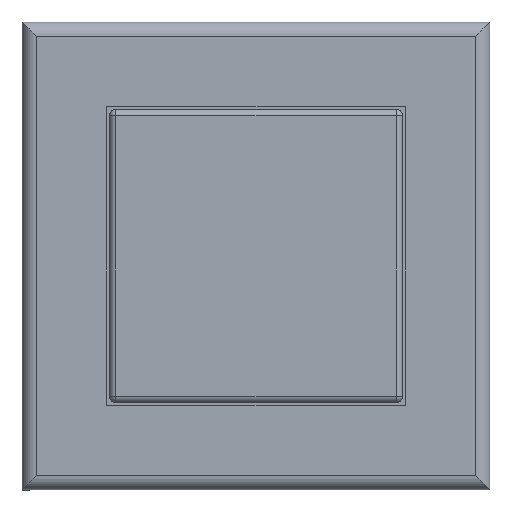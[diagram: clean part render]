
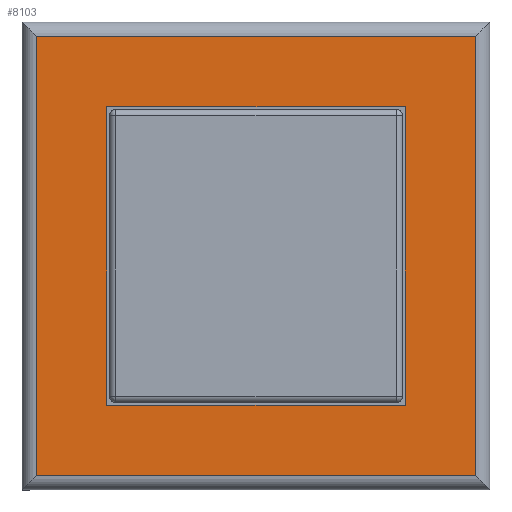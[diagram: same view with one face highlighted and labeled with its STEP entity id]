
A CAD part, top view. The second image highlights one B-rep face of the part: STEP entity #8103.
In plain terms, the highlighted planar face has unit normal (0, 0, 1).
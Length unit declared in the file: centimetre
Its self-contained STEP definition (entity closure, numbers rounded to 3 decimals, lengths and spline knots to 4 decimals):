
#86=FACE_BOUND('',#779,.T.);
#338=FACE_OUTER_BOUND('',#778,.T.);
#778=EDGE_LOOP('',(#6436,#6437,#6438,#6439));
#779=EDGE_LOOP('',(#6440,#6441,#6442,#6443));
#1705=LINE('',#12285,#2784);
#1707=LINE('',#12293,#2786);
#1709=LINE('',#12299,#2788);
#1711=LINE('',#12304,#2790);
#1718=LINE('',#12319,#2797);
#1719=LINE('',#12321,#2798);
#1720=LINE('',#12323,#2799);
#1721=LINE('',#12324,#2800);
#2784=VECTOR('',#9990,1.);
#2786=VECTOR('',#9998,1.);
#2788=VECTOR('',#10004,1.);
#2790=VECTOR('',#10010,1.);
#2797=VECTOR('',#10023,1.);
#2798=VECTOR('',#10024,1.);
#2799=VECTOR('',#10025,1.);
#2800=VECTOR('',#10026,1.);
#3708=VERTEX_POINT('',#12283);
#3709=VERTEX_POINT('',#12284);
#3712=VERTEX_POINT('',#12292);
#3714=VERTEX_POINT('',#12298);
#3719=VERTEX_POINT('',#12317);
#3720=VERTEX_POINT('',#12318);
#3721=VERTEX_POINT('',#12320);
#3722=VERTEX_POINT('',#12322);
#4674=EDGE_CURVE('',#3708,#3709,#1705,.T.);
#4678=EDGE_CURVE('',#3709,#3712,#1707,.T.);
#4681=EDGE_CURVE('',#3712,#3714,#1709,.T.);
#4684=EDGE_CURVE('',#3714,#3708,#1711,.T.);
#4691=EDGE_CURVE('',#3719,#3720,#1718,.T.);
#4692=EDGE_CURVE('',#3720,#3721,#1719,.T.);
#4693=EDGE_CURVE('',#3721,#3722,#1720,.T.);
#4694=EDGE_CURVE('',#3722,#3719,#1721,.T.);
#6436=ORIENTED_EDGE('',*,*,#4674,.F.);
#6437=ORIENTED_EDGE('',*,*,#4684,.F.);
#6438=ORIENTED_EDGE('',*,*,#4681,.F.);
#6439=ORIENTED_EDGE('',*,*,#4678,.F.);
#6440=ORIENTED_EDGE('',*,*,#4691,.T.);
#6441=ORIENTED_EDGE('',*,*,#4692,.T.);
#6442=ORIENTED_EDGE('',*,*,#4693,.T.);
#6443=ORIENTED_EDGE('',*,*,#4694,.T.);
#7695=PLANE('',#8605);
#8103=ADVANCED_FACE('',(#338,#86),#7695,.T.);
#8605=AXIS2_PLACEMENT_3D('',#12316,#10021,#10022);
#9990=DIRECTION('',(0.,1.,0.));
#9998=DIRECTION('',(1.,0.,0.));
#10004=DIRECTION('',(0.,-1.,0.));
#10010=DIRECTION('',(-1.,0.,0.));
#10021=DIRECTION('center_axis',(0.,0.,
1.));
#10022=DIRECTION('ref_axis',(1.,0.,0.));
#10023=DIRECTION('',(1.,0.,0.));
#10024=DIRECTION('',(0.,-1.,0.));
#10025=DIRECTION('',(-1.,0.,0.));
#10026=DIRECTION('',(0.,1.,0.));
#12283=CARTESIAN_POINT('',(-0.915,-0.915,1.27));
#12284=CARTESIAN_POINT('',(-0.915,0.915,1.27));
#12285=CARTESIAN_POINT('',(-0.915,-0.4875,1.27));
#12292=CARTESIAN_POINT('',(0.915,0.915,1.27));
#12293=CARTESIAN_POINT('',(-0.4875,0.915,1.27));
#12298=CARTESIAN_POINT('',(0.915,-0.915,1.27));
#12299=CARTESIAN_POINT('',(0.915,0.4875,1.27));
#12304=CARTESIAN_POINT('',(0.4875,-0.915,1.27));
#12316=CARTESIAN_POINT('Origin',(0.,0.,
1.27));
#12317=CARTESIAN_POINT('',(-0.6225,0.6225,1.27));
#12318=CARTESIAN_POINT('',(0.6225,0.6225,1.27));
#12319=CARTESIAN_POINT('',(-0.3113,0.6225,1.27));
#12320=CARTESIAN_POINT('',(0.6225,-0.6225,1.27));
#12321=CARTESIAN_POINT('',(0.6225,0.3113,1.27));
#12322=CARTESIAN_POINT('',(-0.6225,-0.6225,1.27));
#12323=CARTESIAN_POINT('',(0.3113,-0.6225,1.27));
#12324=CARTESIAN_POINT('',(-0.6225,-0.3113,1.27));
